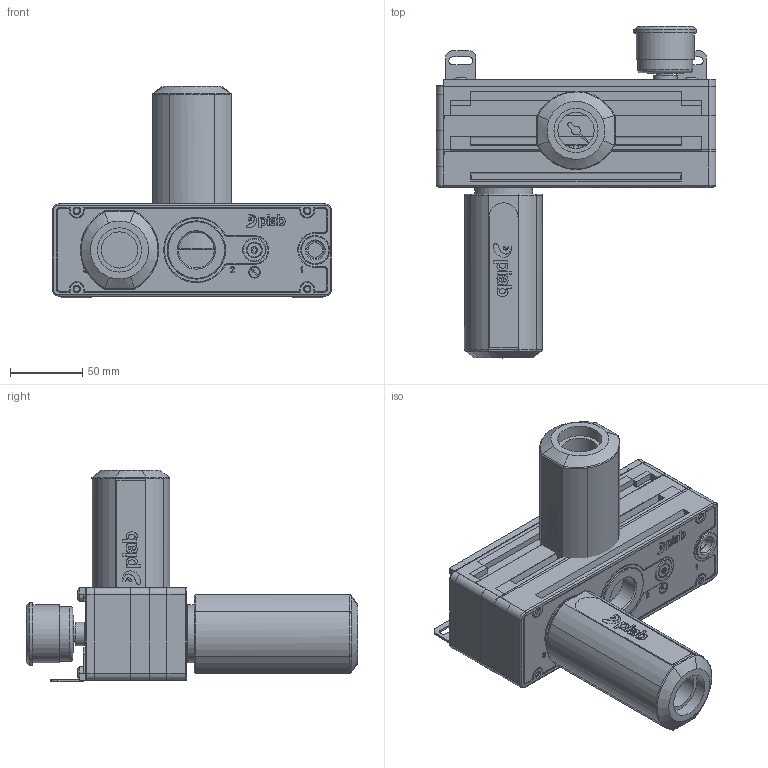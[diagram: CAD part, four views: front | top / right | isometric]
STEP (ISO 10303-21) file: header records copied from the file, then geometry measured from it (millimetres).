
FILE_DESCRIPTION( ( 'Unknown' ), '1' );
FILE_NAME( 'PCL_X1_Z0_00_AB_BB.stp', 'Unknown', ( 'Unknown' ), ( 'Unknown' ), 'PSStep 10.0', 'Unknown', ' ' );
FILE_SCHEMA( ( 'automotive_design' ) );
Length unit declared in the file: millimetre
Products named in the file (14): Acc1_AB; Conn_plate_00; Air_Z0; Acc2_BB; Assem1; Body_X1; plug1_8; Body_intermediate; Body_base; Angle_bracket; Screw; Conn_00; Vac_gauge; Silencer1
Bounding box: 193 x 229 x 146 mm (x, y, z)
Volume: 2961006.7 mm3; surface area: 560081.2 mm2
Topology: 34 solids, 46 shells, 5704 faces, 14910 edges, 9876 vertices
Faces by surface type: plane 2922, cylinder 2066, extrusion 528, cone 77, torus 75, bspline 36
Full cylindrical faces by diameter (mm): 3 x6, 4 x36, 4.559 x14, 5 x9, 5.2 x36, 7.06 x3, 8 x3, 8.7 x9, 8.8 x9, 9.73 x5, 10 x15, 10.3 x5, 11.8 x3, 12 x3, 13.7 x9, 14 x6, 14.6 x6, 16 x9, 16.2 x9, 16.4 x3, 20 x3, 24.5 x3, 25 x6, 30.5 x6, 33.25 x3, 37.7 x6, 38 x3, 40 x12, 40.2 x6, 43 x3
Entity records: 58043 total; most frequent: CARTESIAN_POINT 14382, ORIENTED_EDGE 9062, DIRECTION 8477, EDGE_CURVE 4531, VERTEX_POINT 3067, AXIS2_PLACEMENT_3D 2963, VECTOR 2551, LINE 2375
